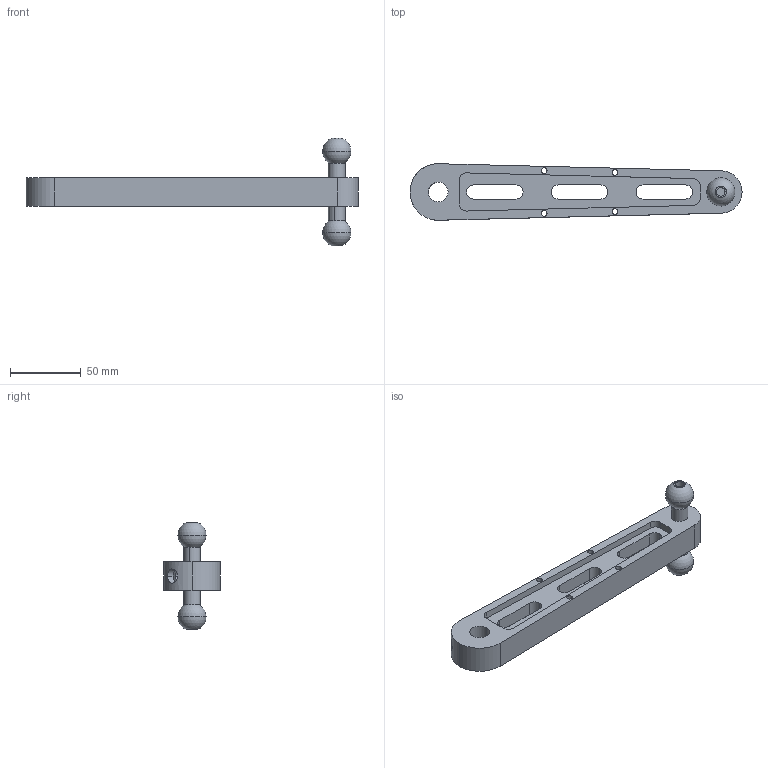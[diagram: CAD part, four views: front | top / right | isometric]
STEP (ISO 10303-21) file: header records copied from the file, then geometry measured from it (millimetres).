
FILE_DESCRIPTION (( 'STEP AP203' ), '1' );
FILE_NAME ('Link_1_Matlab_Default_sldprt.STEP', '2023-05-06T11:31:42', ( '' ), ( '' ), 'SwSTEP 2.0', 'SolidWorks 2022', '' );
FILE_SCHEMA (( 'CONFIG_CONTROL_DESIGN' ));
Length unit declared in the file: millimetre
Products named in the file (1): Link_1_Matlab_Default_sldprt
Bounding box: 235 x 39.99 x 76 mm (x, y, z)
Volume: 114553.4 mm3; surface area: 38664.7 mm2
Topology: 5 solids, 5 shells, 95 faces, 234 edges, 154 vertices
Faces by surface type: cylinder 56, plane 31, cone 4, sphere 4
Entity records: 3065 total; most frequent: CARTESIAN_POINT 614, DIRECTION 532, ORIENTED_EDGE 456, EDGE_CURVE 228, AXIS2_PLACEMENT_3D 212, VERTEX_POINT 152, EDGE_LOOP 128, CIRCLE 116
